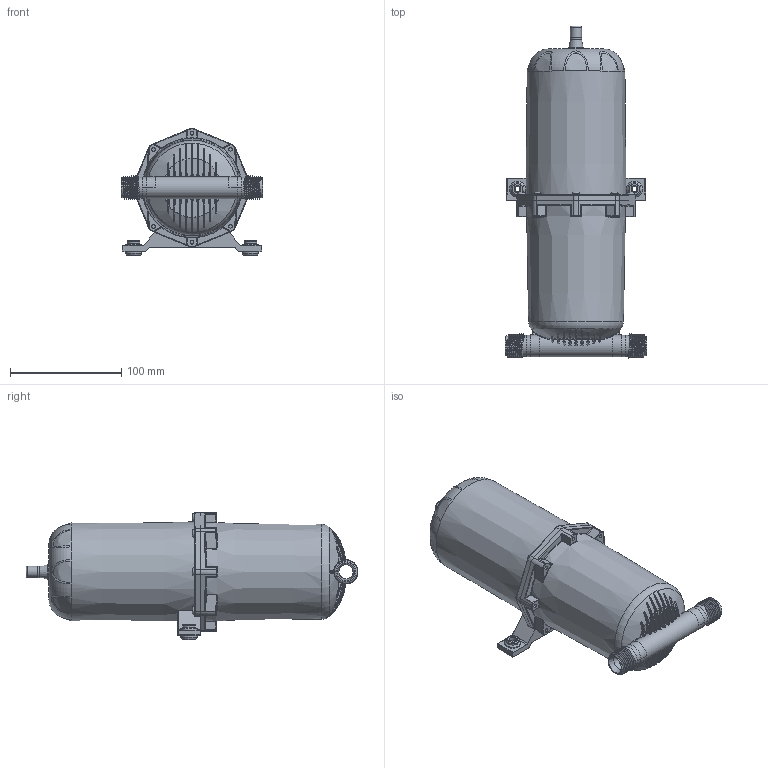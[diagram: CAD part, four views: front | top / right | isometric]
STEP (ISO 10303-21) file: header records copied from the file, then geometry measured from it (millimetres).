
FILE_DESCRIPTION(/* description */ (''),/* implementation_level */ '2;1');
FILE_NAME(/* name */ 'TEX4425.step',/* time_stamp */ '2022-08-24T00:07:29+02:00',/* author */ (''),/* organization */ (''),/* preprocessor_version */ 'ST-DEVELOPER v19',/* originating_system */ 'Autodesk Translation Framework v11.7.0.108',/* authorisation */ '');
FILE_SCHEMA (('AUTOMOTIVE_DESIGN { 1 0 10303 214 3 1 1 }'));
Length unit declared in the file: millimetre
Products named in the file (7): TEX4425; TANK-TEX4425; TOP; BOTTOM; VALVE; M4_1_1; GROMMET_1_1
Assembly tree (14 placements, depth 3):
  TEX4425
    TANK-TEX4425
      TOP
      BOTTOM
      VALVE
      M4_1_1  x8
      GROMMET_1_1  x2
Bounding box: 127 x 298.35 x 114.25 mm (x, y, z)
Volume: 334555.5 mm3; surface area: 189998.7 mm2
Topology: 13 solids, 13 shells, 1161 faces, 3186 edges, 2057 vertices
Faces by surface type: cylinder 371, bspline 321, plane 317, torus 67, cone 46, sphere 39
Full cylindrical faces by diameter (mm): 3.2 x112, 3.3 x8, 4 x4, 4.1 x8, 4.5 x2, 6 x2, 7 x1, 10 x1, 10.4 x1, 11.5 x3, 12 x2, 12.7 x2, 14.5 x4, 14.6 x2, 15 x1, 18.5 x1, 19.5 x1, 84.093 x1, 84.094 x1, 88.093 x1, 88.094 x1
Entity records: 80642 total; most frequent: CARTESIAN_POINT 63038, ORIENTED_EDGE 4042, DIRECTION 3115, EDGE_CURVE 2021, VERTEX_POINT 1276, AXIS2_PLACEMENT_3D 1270, EDGE_LOOP 837, FACE_OUTER_BOUND 769
